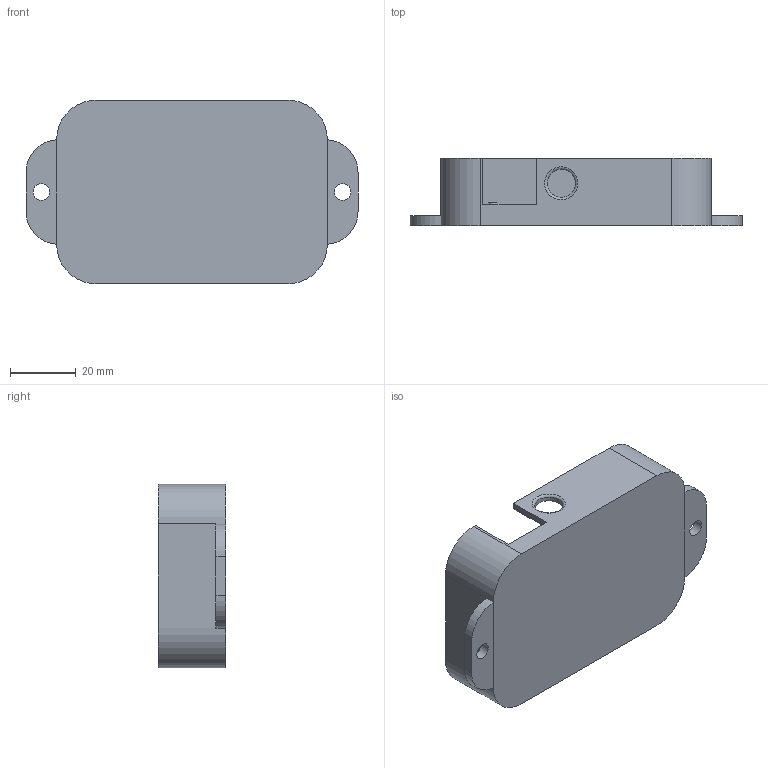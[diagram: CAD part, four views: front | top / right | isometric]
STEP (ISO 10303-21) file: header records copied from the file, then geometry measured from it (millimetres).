
FILE_DESCRIPTION(/* description */ (''),/* implementation_level */ '2;1');
FILE_NAME(/* name */ 'sensor enclosure bottom.step',/* time_stamp */ '2020-08-31T12:45:18-05:00',/* author */ (''),/* organization */ (''),/* preprocessor_version */ 'ST-DEVELOPER v18.1',/* originating_system */ 'Autodesk Translation Framework v9.3.0.1241',/* authorisation */ '');
FILE_SCHEMA (('AUTOMOTIVE_DESIGN { 1 0 10303 214 3 1 1 }'));
Length unit declared in the file: millimetre
Products named in the file (3): sensor enclosure; enclosure; Case
Assembly tree (2 placements, depth 3):
  sensor enclosure
    enclosure
      Case
Bounding box: 100.76 x 20.5 x 55.74 mm (x, y, z)
Volume: 19319.3 mm3; surface area: 19955.6 mm2
Topology: 3 solids, 3 shells, 66 faces, 154 edges, 104 vertices
Faces by surface type: plane 40, cylinder 20, cone 5, torus 1
Full cylindrical faces by diameter (mm): 5 x7, 8.554 x1
Entity records: 2036 total; most frequent: DIRECTION 357, CARTESIAN_POINT 330, ORIENTED_EDGE 308, EDGE_CURVE 154, AXIS2_PLACEMENT_3D 131, VERTEX_POINT 104, LINE 95, VECTOR 95
